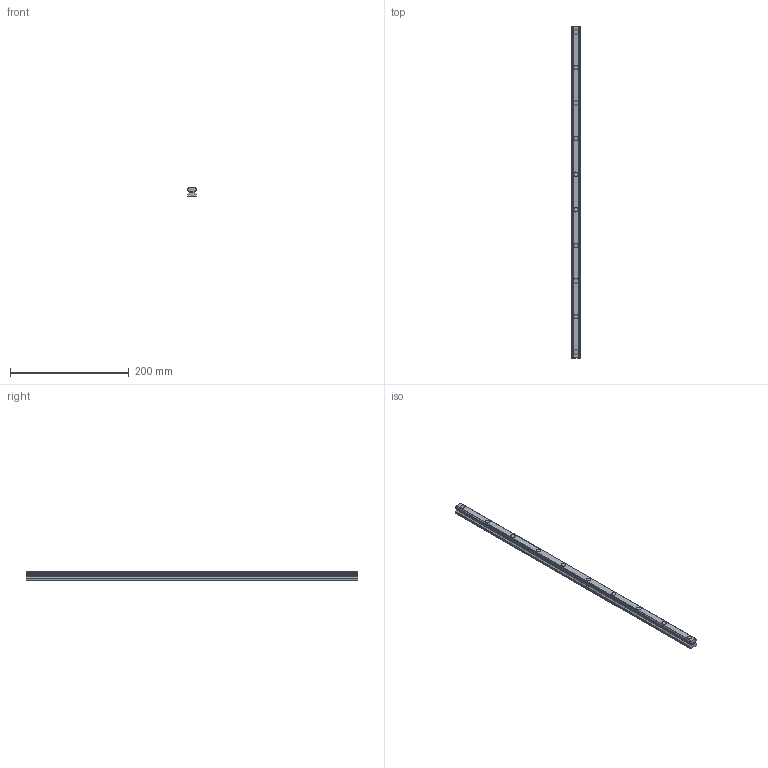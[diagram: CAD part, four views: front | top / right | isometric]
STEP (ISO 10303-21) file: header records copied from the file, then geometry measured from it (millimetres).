
FILE_DESCRIPTION(('STEP AP214'),'1');
FILE_NAME('cctmp_C78EF3BB-12A2-4E49-8D8D-666EB24D9952_2020_4_23_12_37_30_293..stp','2020-04-23T10:37:30',('HIWIN GmbH'),('CADClick - www.CADClick.com'),'Spatial InterOp 3D',' ','unknown authorization');
FILE_SCHEMA(('AUTOMOTIVE_DESIGN'));
Length unit declared in the file: millimetre
Products named in the file (1): HGR15R560H_FILE
Bounding box: 15 x 560 x 15 mm (x, y, z)
Volume: 102645.8 mm3; surface area: 37793.9 mm2
Topology: 1 solids, 1 shells, 205 faces, 507 edges, 338 vertices
Faces by surface type: plane 119, cylinder 86
Entity records: 7777 total; most frequent: DIRECTION 1091, CARTESIAN_POINT 1051, ORIENTED_EDGE 1014, EDGE_CURVE 507, AXIS2_PLACEMENT_3D 378, VERTEX_POINT 338, LINE 335, VECTOR 335
